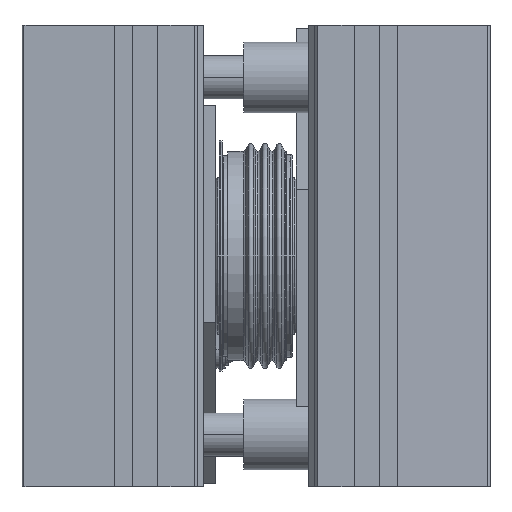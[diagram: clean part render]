
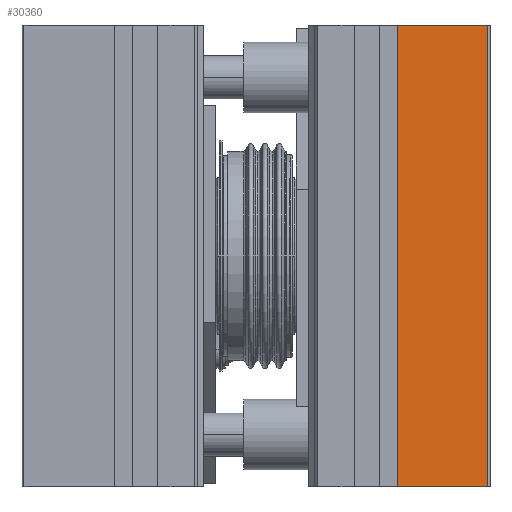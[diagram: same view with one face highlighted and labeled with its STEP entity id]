
A CAD part, left-side view. The second image highlights one B-rep face of the part: STEP entity #30360.
In plain terms, the highlighted planar face has unit normal (-0.999, -0.034, 0).
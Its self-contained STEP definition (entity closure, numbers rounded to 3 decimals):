
#2567 = ORIENTED_EDGE ( 'NONE', *, *, #25081, .F. ) ;
#5294 = LINE ( 'NONE', #33517, #47267 ) ;
#5798 = AXIS2_PLACEMENT_3D ( 'NONE', #13924, #29274, #10417 ) ;
#7125 = PLANE ( 'NONE',  #5798 ) ;
#9804 = CARTESIAN_POINT ( 'NONE',  ( -83.15, -58.35, -75. ) ) ;
#10417 = DIRECTION ( 'NONE',  ( -0.034, 0.999, 0. ) ) ;
#11605 = LINE ( 'NONE', #16894, #24619 ) ;
#12982 = CARTESIAN_POINT ( 'NONE',  ( -83.15, -58.35, 75. ) ) ;
#13826 = DIRECTION ( 'NONE',  ( 0., 0., -1. ) ) ;
#13924 = CARTESIAN_POINT ( 'NONE',  ( -84.157, -28.994, 75. ) ) ;
#16191 = CARTESIAN_POINT ( 'NONE',  ( -84.157, -28.994, 75. ) ) ;
#16894 = CARTESIAN_POINT ( 'NONE',  ( -84.157, -28.994, -75. ) ) ;
#17213 = VERTEX_POINT ( 'NONE', #17748 ) ;
#17748 = CARTESIAN_POINT ( 'NONE',  ( -84.157, -28.994, 75. ) ) ;
#18390 = DIRECTION ( 'NONE',  ( 0., 0., -1. ) ) ;
#18407 = EDGE_CURVE ( 'NONE', #21116, #48263, #11605, .T. ) ;
#19403 = ORIENTED_EDGE ( 'NONE', *, *, #18407, .T. ) ;
#20277 = FACE_OUTER_BOUND ( 'NONE', #26348, .T. ) ;
#21116 = VERTEX_POINT ( 'NONE', #35560 ) ;
#23895 = VECTOR ( 'NONE', #13826, 1000. ) ;
#24619 = VECTOR ( 'NONE', #28231, 1000. ) ;
#25081 = EDGE_CURVE ( 'NONE', #17213, #37557, #42233, .T. ) ;
#25227 = CARTESIAN_POINT ( 'NONE',  ( -84.157, -28.994, 75. ) ) ;
#26348 = EDGE_LOOP ( 'NONE', ( #19403, #38120, #2567, #44920 ) ) ;
#28041 = DIRECTION ( 'NONE',  ( 0.034, -0.999, 0. ) ) ;
#28231 = DIRECTION ( 'NONE',  ( 0.034, -0.999, 0. ) ) ;
#29274 = DIRECTION ( 'NONE',  ( 0.999, 0.034, 0. ) ) ;
#29826 = EDGE_CURVE ( 'NONE', #17213, #21116, #33903, .T. ) ;
#30360 = ADVANCED_FACE ( 'NONE', ( #20277 ), #7125, .F. ) ;
#33517 = CARTESIAN_POINT ( 'NONE',  ( -83.15, -58.35, 75. ) ) ;
#33903 = LINE ( 'NONE', #25227, #23895 ) ;
#35560 = CARTESIAN_POINT ( 'NONE',  ( -84.157, -28.994, -75. ) ) ;
#37557 = VERTEX_POINT ( 'NONE', #12982 ) ;
#38120 = ORIENTED_EDGE ( 'NONE', *, *, #39774, .F. ) ;
#39774 = EDGE_CURVE ( 'NONE', #37557, #48263, #5294, .T. ) ;
#41056 = VECTOR ( 'NONE', #28041, 1000. ) ;
#42233 = LINE ( 'NONE', #16191, #41056 ) ;
#44920 = ORIENTED_EDGE ( 'NONE', *, *, #29826, .T. ) ;
#47267 = VECTOR ( 'NONE', #18390, 1000. ) ;
#48263 = VERTEX_POINT ( 'NONE', #9804 ) ;
